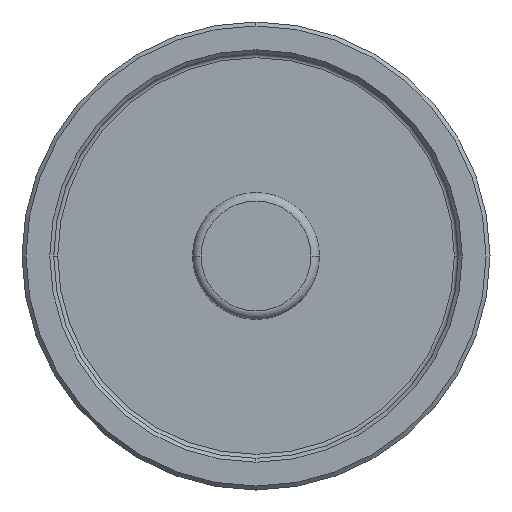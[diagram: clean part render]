
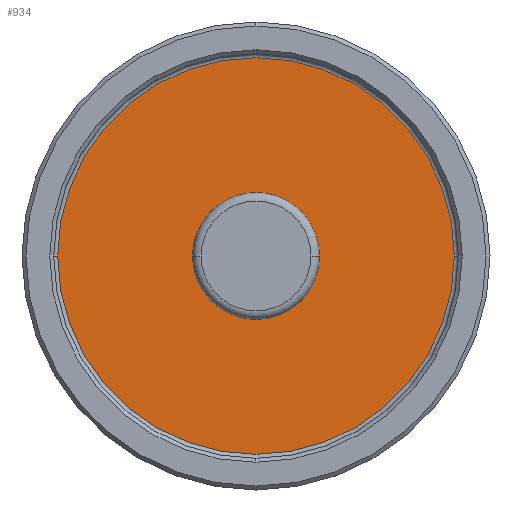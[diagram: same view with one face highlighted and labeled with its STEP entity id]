
A CAD part, front view. The second image highlights one B-rep face of the part: STEP entity #934.
In plain terms, the highlighted planar face has unit normal (0, -1, 0).
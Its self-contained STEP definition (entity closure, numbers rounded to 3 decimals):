
#34 = CIRCLE ( 'NONE', #961, 25. ) ;
#148 = EDGE_LOOP ( 'NONE', ( #745, #262 ) ) ;
#158 = CIRCLE ( 'NONE', #1036, 8. ) ;
#161 = VERTEX_POINT ( 'NONE', #1254 ) ;
#184 = CARTESIAN_POINT ( 'NONE',  ( 29.5, 5., 0. ) ) ;
#195 = ORIENTED_EDGE ( 'NONE', *, *, #709, .T. ) ;
#251 = CARTESIAN_POINT ( 'NONE',  ( 37.5, 5., 0. ) ) ;
#262 = ORIENTED_EDGE ( 'NONE', *, *, #610, .T. ) ;
#299 = CIRCLE ( 'NONE', #733, 8. ) ;
#308 = DIRECTION ( 'NONE',  ( 0., -1., 0. ) ) ;
#352 = CARTESIAN_POINT ( 'NONE',  ( 21.5, 5., 0. ) ) ;
#355 = DIRECTION ( 'NONE',  ( 1., 0., 0. ) ) ;
#363 = EDGE_LOOP ( 'NONE', ( #195, #1583 ) ) ;
#454 = VERTEX_POINT ( 'NONE', #352 ) ;
#460 = PLANE ( 'NONE',  #825 ) ;
#525 = DIRECTION ( 'NONE',  ( 0., -1., 0. ) ) ;
#585 = VERTEX_POINT ( 'NONE', #251 ) ;
#610 = EDGE_CURVE ( 'NONE', #1349, #161, #34, .T. ) ;
#691 = DIRECTION ( 'NONE',  ( 1., 0., 0. ) ) ;
#709 = EDGE_CURVE ( 'NONE', #585, #454, #158, .T. ) ;
#733 = AXIS2_PLACEMENT_3D ( 'NONE', #1235, #1006, #1481 ) ;
#745 = ORIENTED_EDGE ( 'NONE', *, *, #1078, .T. ) ;
#751 = AXIS2_PLACEMENT_3D ( 'NONE', #184, #308, #691 ) ;
#790 = CIRCLE ( 'NONE', #751, 25. ) ;
#825 = AXIS2_PLACEMENT_3D ( 'NONE', #859, #832, #355 ) ;
#832 = DIRECTION ( 'NONE',  ( 0., -1., 0. ) ) ;
#859 = CARTESIAN_POINT ( 'NONE',  ( 4., 5., 0. ) ) ;
#895 = DIRECTION ( 'NONE',  ( 0., 1., 0. ) ) ;
#899 = CARTESIAN_POINT ( 'NONE',  ( 4.5, 5., 0. ) ) ;
#918 = CARTESIAN_POINT ( 'NONE',  ( 29.5, 5., 0. ) ) ;
#934 = ADVANCED_FACE ( 'NONE', ( #1298, #1146 ), #460, .T. ) ;
#961 = AXIS2_PLACEMENT_3D ( 'NONE', #1240, #525, #1372 ) ;
#1006 = DIRECTION ( 'NONE',  ( 0., 1., 0. ) ) ;
#1036 = AXIS2_PLACEMENT_3D ( 'NONE', #918, #895, #1293 ) ;
#1078 = EDGE_CURVE ( 'NONE', #161, #1349, #790, .T. ) ;
#1146 = FACE_BOUND ( 'NONE', #363, .T. ) ;
#1233 = EDGE_CURVE ( 'NONE', #454, #585, #299, .T. ) ;
#1235 = CARTESIAN_POINT ( 'NONE',  ( 29.5, 5., 0. ) ) ;
#1240 = CARTESIAN_POINT ( 'NONE',  ( 29.5, 5., 0. ) ) ;
#1254 = CARTESIAN_POINT ( 'NONE',  ( 54.5, 5., 0. ) ) ;
#1293 = DIRECTION ( 'NONE',  ( 1., 0., 0. ) ) ;
#1298 = FACE_OUTER_BOUND ( 'NONE', #148, .T. ) ;
#1349 = VERTEX_POINT ( 'NONE', #899 ) ;
#1372 = DIRECTION ( 'NONE',  ( 1., 0., 0. ) ) ;
#1481 = DIRECTION ( 'NONE',  ( 1., 0., 0. ) ) ;
#1583 = ORIENTED_EDGE ( 'NONE', *, *, #1233, .T. ) ;
